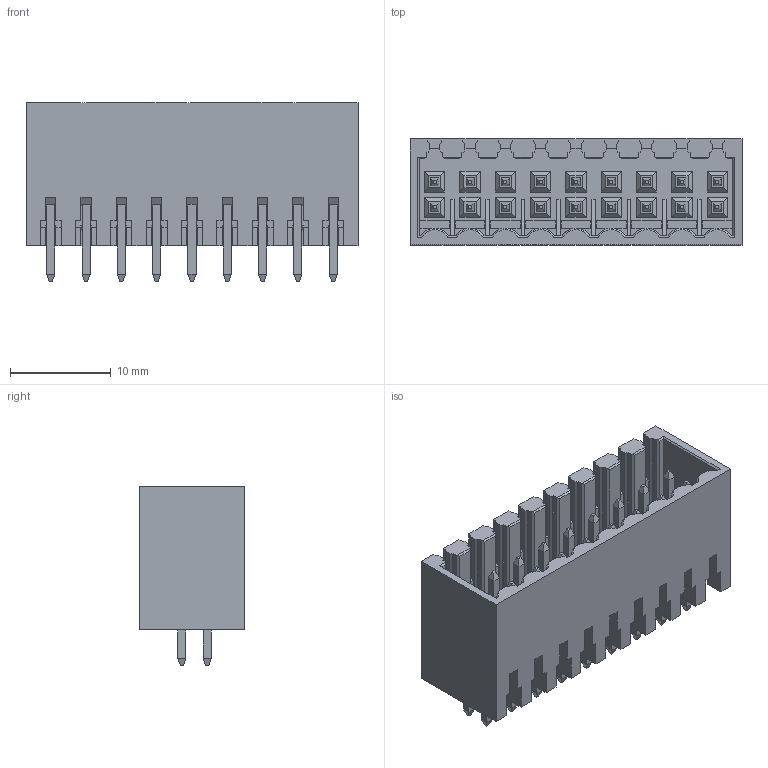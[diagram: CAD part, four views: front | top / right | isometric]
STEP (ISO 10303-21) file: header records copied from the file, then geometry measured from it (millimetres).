
FILE_DESCRIPTION( ('This file contains a STEP AP42 implementation' ,'as created by ZW3D STEP Interface translator.') ,'2;1' );
FILE_NAME( 'PM350SW-2S09BSN1.stp' ,'231129.152358', (''), ('ZWCAD Software Co.'), 'Version 1.0', 'ZW3D to STEP translator', '' );
FILE_SCHEMA(('AUTOMOTIVE_DESIGN { 1 0 10303 214 1 1 1 1 }'));
Length unit declared in the file: millimetre
Products named in the file (2): 0; PM350SW-2S09BSN1
Bounding box: 32.9 x 10.5 x 17.7 mm (x, y, z)
Volume: 2338.7 mm3; surface area: 4695.6 mm2
Topology: 1 solids, 1 shells, 1268 faces, 3242 edges, 2037 vertices
Faces by surface type: plane 1201, bspline 34, cylinder 33
Full cylindrical faces by diameter (mm): 0.702 x1, 1.5 x1
Entity records: 41475 total; most frequent: CARTESIAN_POINT 10051, ORIENTED_EDGE 6484, DIRECTION 5612, EDGE_CURVE 3242, VECTOR 3010, LINE 3010, VERTEX_POINT 2037, EDGE_LOOP 1329
